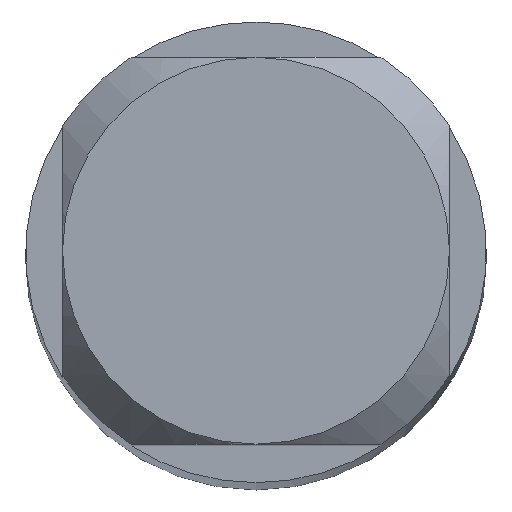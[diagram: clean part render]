
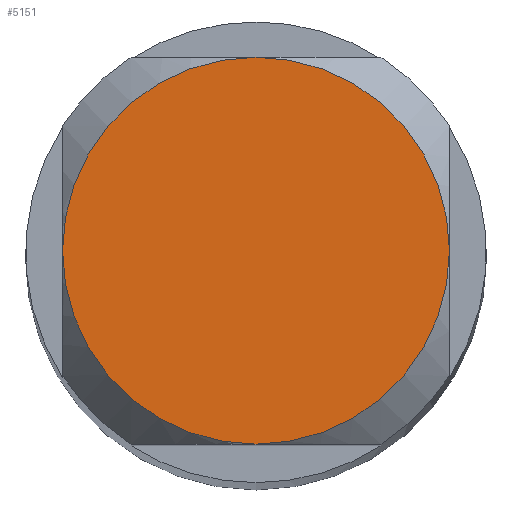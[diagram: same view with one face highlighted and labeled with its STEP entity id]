
A CAD part, top view. The second image highlights one B-rep face of the part: STEP entity #5151.
In plain terms, the highlighted planar face has unit normal (0, 0, 1).
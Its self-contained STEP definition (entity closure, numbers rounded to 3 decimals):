
#5039=EDGE_CURVE('',#6005,#10649,#12630,.T.);
#5143=EDGE_CURVE('',#10771,#10709,#12742,.T.);
#5151=ADVANCED_FACE('',(#12752),#12753,.T.);
#6005=VERTEX_POINT('',#13678);
#6221=EDGE_CURVE('',#10709,#6005,#13911,.T.);
#6375=EDGE_CURVE('',#10649,#10771,#14074,.T.);
#10649=VERTEX_POINT('',#18749);
#10709=VERTEX_POINT('',#18810);
#10771=VERTEX_POINT('',#18876);
#12630=CIRCLE('',#31274,1.05);
#12742=CIRCLE('',#32564,1.05);
#12752=FACE_OUTER_BOUND('',#32582,.T.);
#12753=PLANE('',#32583);
#13678=CARTESIAN_POINT('',(1.05,0.0,0.0));
#13911=CIRCLE('',#42330,1.05);
#14074=CIRCLE('',#44004,1.05);
#18749=CARTESIAN_POINT('',(0.0,-1.05,0.0));
#18810=CARTESIAN_POINT('',(0.0,1.05,0.0));
#18876=CARTESIAN_POINT('',(-1.05,0.0,0.0));
#31274=AXIS2_PLACEMENT_3D('',#90677,#90678,#90679);
#32564=AXIS2_PLACEMENT_3D('',#90773,#90774,#90775);
#32582=EDGE_LOOP('',(#90799,#90800,#90801,#90802));
#32583=AXIS2_PLACEMENT_3D('',#90803,#90804,#90805);
#42330=AXIS2_PLACEMENT_3D('',#91797,#91798,#91799);
#44004=AXIS2_PLACEMENT_3D('',#91918,#91919,#91920);
#90677=CARTESIAN_POINT('',(0.0,0.0,0.0));
#90678=DIRECTION('',(0.0,0.0,-1.0));
#90679=DIRECTION('',(0.0,1.0,0.0));
#90773=CARTESIAN_POINT('',(0.0,0.0,0.0));
#90774=DIRECTION('',(0.0,0.0,-1.0));
#90775=DIRECTION('',(0.0,1.0,0.0));
#90799=ORIENTED_EDGE('',*,*,#6221,.F.);
#90800=ORIENTED_EDGE('',*,*,#5143,.F.);
#90801=ORIENTED_EDGE('',*,*,#6375,.F.);
#90802=ORIENTED_EDGE('',*,*,#5039,.F.);
#90803=CARTESIAN_POINT('',(0.0,0.525,0.0));
#90804=DIRECTION('',(-0.0,0.0,1.0));
#90805=DIRECTION('',(0.0,-1.0,0.0));
#91797=CARTESIAN_POINT('',(0.0,0.0,0.0));
#91798=DIRECTION('',(0.0,0.0,-1.0));
#91799=DIRECTION('',(0.0,1.0,0.0));
#91918=CARTESIAN_POINT('',(0.0,0.0,0.0));
#91919=DIRECTION('',(0.0,0.0,-1.0));
#91920=DIRECTION('',(0.0,1.0,0.0));
